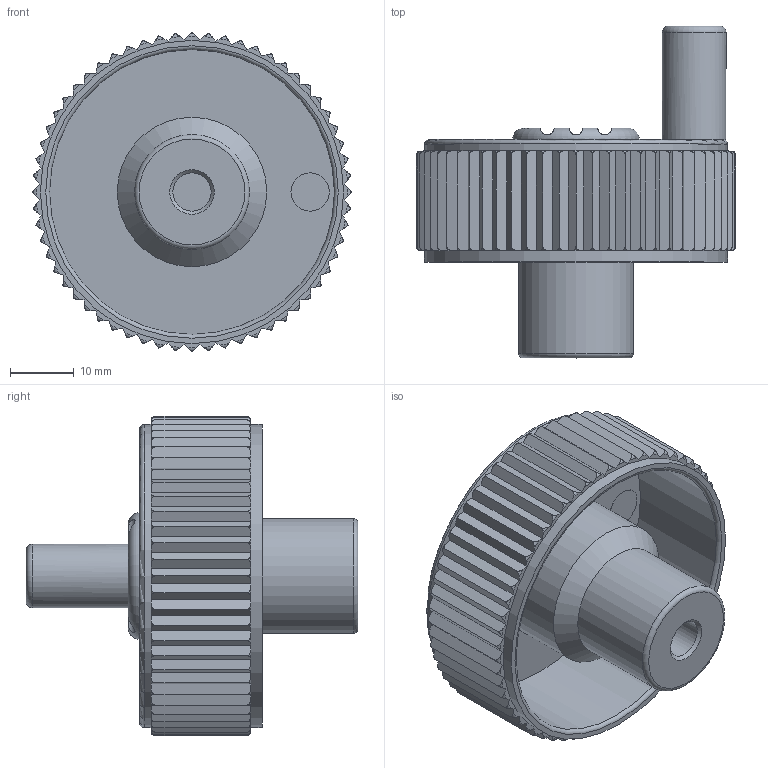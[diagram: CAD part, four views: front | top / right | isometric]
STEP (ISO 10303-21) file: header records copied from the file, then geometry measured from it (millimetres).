
FILE_DESCRIPTION( ( 'STEP AP214' ), '1' );
FILE_NAME( 'K0262.22067.stp', '2020-11-27T08:56:57', ( '' ), ( '' ), ' ', 'PARTsolutions', ' ' );
FILE_SCHEMA( ( 'AUTOMOTIVE_DESIGN { 1 0 10303 214 1 1 1 1 }' ) );
Length unit declared in the file: millimetre
Products named in the file (1): _K0262.22067
Bounding box: 50 x 51.98 x 50 mm (x, y, z)
Volume: 16441.8 mm3; surface area: 14156.5 mm2
Topology: 1 solids, 1 shells, 279 faces, 797 edges, 529 vertices
Faces by surface type: plane 136, torus 125, cylinder 14, cone 4
Full cylindrical faces by diameter (mm): 6 x2, 10 x1, 12.6 x1, 18 x2, 19.8 x1, 23.4 x1, 44.6 x1, 47.48 x2
Entity records: 12966 total; most frequent: CARTESIAN_POINT 3890, ORIENTED_EDGE 1542, DIRECTION 1240, EDGE_CURVE 771, VERTEX_POINT 523, AXIS2_PLACEMENT_3D 437, LINE 366, VECTOR 366
